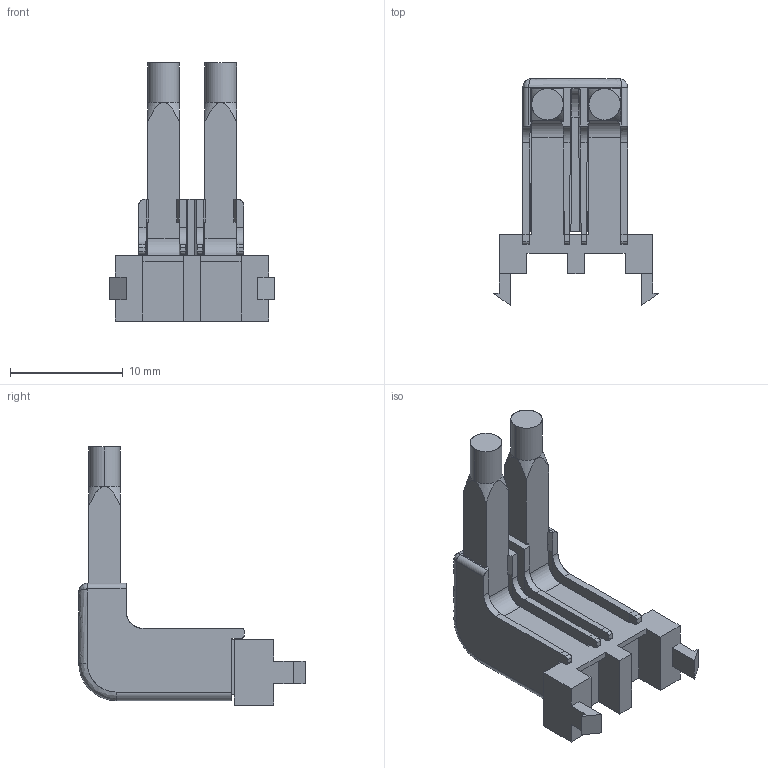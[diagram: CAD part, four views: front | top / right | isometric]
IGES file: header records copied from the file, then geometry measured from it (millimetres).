
Start section: SolidWorks IGES file using analytic representation for surfaces
Global section: file name: RLP2-600-800.IGS; native system: SolidWorks 2012; preprocessor: SolidWorks 2012; author: sraja; date: 120829.100045; units: inch
Bounding box: 14.66 x 20.09 x 22.9 mm (x, y, z)
Surface area: 2240.4 mm2 (no closed solid volume)
Topology: 0 solids, 0 shells, 170 faces, 1367 edges, 1365 vertices
Faces by surface type: bspline 111, revolution 59
